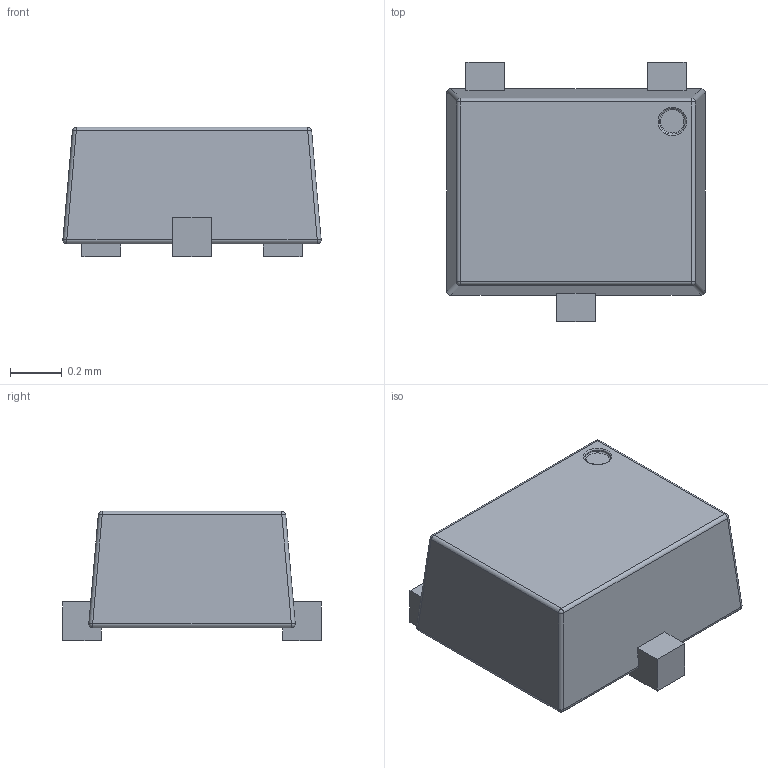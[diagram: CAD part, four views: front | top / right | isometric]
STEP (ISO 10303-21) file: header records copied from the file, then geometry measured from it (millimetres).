
FILE_DESCRIPTION(/* description */ (''),/* implementation_level */ '2;1');
FILE_NAME(/* name */ 'TI - SOT3 - DRT.step',/* time_stamp */ '2019-12-01T15:05:57+00:00',/* author */ (''),/* organization */ (''),/* preprocessor_version */ 'ST-DEVELOPER v18',/* originating_system */ 'Autodesk Translation Framework v8.12.0.6',/* authorisation */ '');
FILE_SCHEMA (('AUTOMOTIVE_DESIGN { 1 0 10303 214 3 1 1 }'));
Length unit declared in the file: millimetre
Products named in the file (1): TI - SOT3 - DRT
Bounding box: 1 x 1 x 0.5 mm (x, y, z)
Volume: 0.3 mm3; surface area: 3.2 mm2
Topology: 1 solids, 1 shells, 51 faces, 118 edges, 70 vertices
Faces by surface type: plane 25, cylinder 16, sphere 8, torus 2
Full cylindrical faces by diameter (mm): 0.1 x1
Entity records: 1490 total; most frequent: DIRECTION 258, CARTESIAN_POINT 240, ORIENTED_EDGE 236, EDGE_CURVE 118, AXIS2_PLACEMENT_3D 88, LINE 82, VECTOR 82, VERTEX_POINT 70
